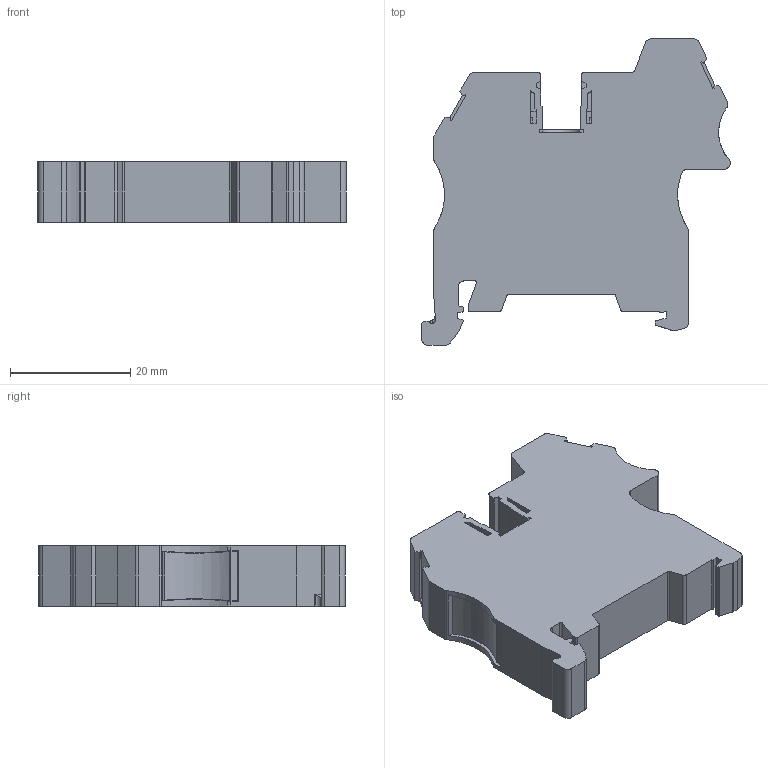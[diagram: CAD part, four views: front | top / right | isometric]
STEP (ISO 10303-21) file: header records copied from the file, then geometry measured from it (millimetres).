
FILE_DESCRIPTION (( 'STEP AP214' ), '1' );
FILE_NAME ('304280_AVK 10 RD 4_Beige.STP', '2013-11-12T10:28:02', ( 'arge' ), ( 'Microsoft' ), 'SwSTEP 2.0', 'SolidWorks 2013', '' );
FILE_SCHEMA (( 'AUTOMOTIVE_DESIGN' ));
Length unit declared in the file: millimetre
Products named in the file (1): 304280_AVK 10 RD 4_Beige
Bounding box: 51.37 x 51.01 x 10 mm (x, y, z)
Volume: 16585.9 mm3; surface area: 6063 mm2
Topology: 1 solids, 1 shells, 215 faces, 615 edges, 408 vertices
Faces by surface type: plane 139, cylinder 75, cone 1
Entity records: 7028 total; most frequent: CARTESIAN_POINT 1364, ORIENTED_EDGE 1230, DIRECTION 1128, EDGE_CURVE 615, VECTOR 456, LINE 456, VERTEX_POINT 408, AXIS2_PLACEMENT_3D 336
